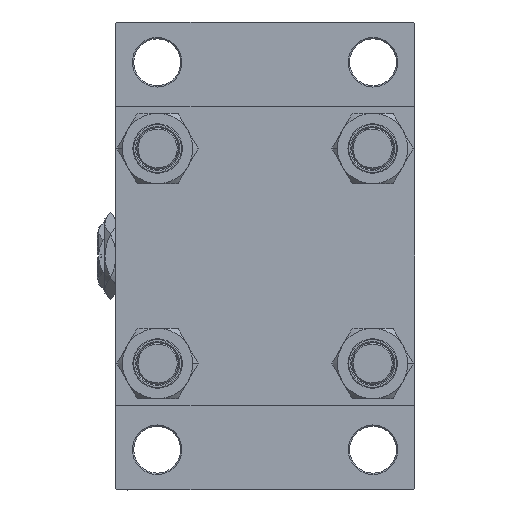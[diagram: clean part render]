
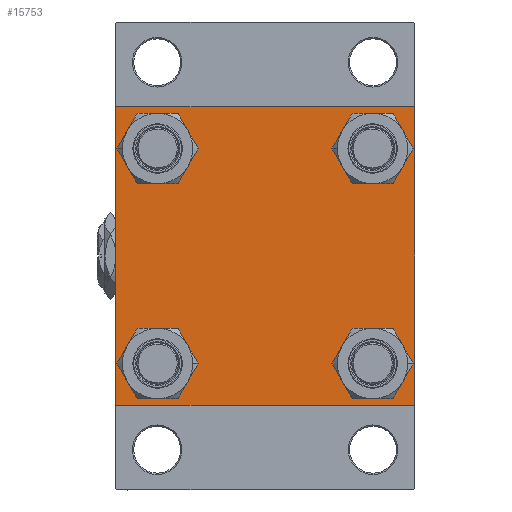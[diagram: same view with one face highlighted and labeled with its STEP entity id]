
A CAD part, left-side view. The second image highlights one B-rep face of the part: STEP entity #15753.
In plain terms, the highlighted planar face has unit normal (-1, 0, 0).
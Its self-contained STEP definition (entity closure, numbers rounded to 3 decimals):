
#76 = VERTEX_POINT ( 'NONE', #17778 ) ;
#195 = CIRCLE ( 'NONE', #47045, 8.5 ) ;
#536 = DIRECTION ( 'NONE',  ( 0., 0., -1. ) ) ;
#545 = EDGE_LOOP ( 'NONE', ( #12960, #39976 ) ) ;
#634 = DIRECTION ( 'NONE',  ( -1., 0., 0. ) ) ;
#784 = LINE ( 'NONE', #46545, #7234 ) ;
#969 = VECTOR ( 'NONE', #5103, 1000. ) ;
#1148 = FACE_BOUND ( 'NONE', #40875, .T. ) ;
#1605 = VERTEX_POINT ( 'NONE', #44882 ) ;
#2724 = EDGE_CURVE ( 'NONE', #19634, #76, #36678, .T. ) ;
#2754 = DIRECTION ( 'NONE',  ( 0., 0., 1. ) ) ;
#3239 = DIRECTION ( 'NONE',  ( 1., 0., 0. ) ) ;
#3465 = CARTESIAN_POINT ( 'NONE',  ( 0., 57.25, 57.25 ) ) ;
#3492 = CIRCLE ( 'NONE', #23699, 8.5 ) ;
#3605 = EDGE_CURVE ( 'NONE', #45861, #76, #43320, .T. ) ;
#3986 = ORIENTED_EDGE ( 'NONE', *, *, #3605, .T. ) ;
#4064 = EDGE_CURVE ( 'NONE', #18901, #5083, #22910, .T. ) ;
#5083 = VERTEX_POINT ( 'NONE', #9990 ) ;
#5103 = DIRECTION ( 'NONE',  ( 0., 0., -1. ) ) ;
#5759 = LINE ( 'NONE', #24721, #9225 ) ;
#5797 = VERTEX_POINT ( 'NONE', #18444 ) ;
#6052 = EDGE_CURVE ( 'NONE', #11439, #36992, #5759, .T. ) ;
#7135 = ORIENTED_EDGE ( 'NONE', *, *, #28562, .T. ) ;
#7203 = EDGE_CURVE ( 'NONE', #5797, #42238, #7522, .T. ) ;
#7219 = ORIENTED_EDGE ( 'NONE', *, *, #6052, .F. ) ;
#7234 = VECTOR ( 'NONE', #536, 1000. ) ;
#7328 = DIRECTION ( 'NONE',  ( 0., 0., 1. ) ) ;
#7522 = CIRCLE ( 'NONE', #24470, 8.5 ) ;
#7710 = DIRECTION ( 'NONE',  ( 1., 0., 0. ) ) ;
#8432 = LINE ( 'NONE', #40009, #41068 ) ;
#8446 = DIRECTION ( 'NONE',  ( 0., 0., 1. ) ) ;
#8530 = CARTESIAN_POINT ( 'NONE',  ( 0., 41.35, 49.85 ) ) ;
#8714 = ORIENTED_EDGE ( 'NONE', *, *, #4064, .T. ) ;
#8747 = EDGE_CURVE ( 'NONE', #43149, #31256, #35909, .T. ) ;
#9225 = VECTOR ( 'NONE', #44422, 1000. ) ;
#9388 = EDGE_LOOP ( 'NONE', ( #23263, #16747, #17741, #3986, #11418, #25695, #7219, #11322 ) ) ;
#9889 = DIRECTION ( 'NONE',  ( 1., 0., 0. ) ) ;
#9959 = EDGE_LOOP ( 'NONE', ( #8714, #32831 ) ) ;
#9990 = CARTESIAN_POINT ( 'NONE',  ( 0., 41.35, -49.85 ) ) ;
#10146 = CARTESIAN_POINT ( 'NONE',  ( 0., -57.5, 57.5 ) ) ;
#10263 = DIRECTION ( 'NONE',  ( 1., 0., 0. ) ) ;
#11322 = ORIENTED_EDGE ( 'NONE', *, *, #25782, .T. ) ;
#11418 = ORIENTED_EDGE ( 'NONE', *, *, #2724, .F. ) ;
#11439 = VERTEX_POINT ( 'NONE', #17008 ) ;
#11664 = DIRECTION ( 'NONE',  ( 0., 0., 1. ) ) ;
#12960 = ORIENTED_EDGE ( 'NONE', *, *, #43863, .T. ) ;
#12963 = DIRECTION ( 'NONE',  ( 0., -0.707, -0.707 ) ) ;
#13270 = DIRECTION ( 'NONE',  ( 0., -1., 0. ) ) ;
#14347 = LINE ( 'NONE', #3465, #33344 ) ;
#14669 = CARTESIAN_POINT ( 'NONE',  ( 0., -41.35, -32.85 ) ) ;
#15534 = CARTESIAN_POINT ( 'NONE',  ( 0., -57., -57.5 ) ) ;
#15554 = DIRECTION ( 'NONE',  ( 0., 0.707, 0.707 ) ) ;
#15753 = ADVANCED_FACE ( 'NONE', ( #39312, #1148, #27708, #36015, #16822 ), #47159, .T. ) ;
#16030 = CARTESIAN_POINT ( 'NONE',  ( 0., 41.35, 41.35 ) ) ;
#16032 = EDGE_CURVE ( 'NONE', #31111, #1605, #8432, .T. ) ;
#16434 = AXIS2_PLACEMENT_3D ( 'NONE', #37366, #3239, #2754 ) ;
#16747 = ORIENTED_EDGE ( 'NONE', *, *, #16032, .T. ) ;
#16822 = FACE_OUTER_BOUND ( 'NONE', #9388, .T. ) ;
#17008 = CARTESIAN_POINT ( 'NONE',  ( 0., 57., 57.5 ) ) ;
#17741 = ORIENTED_EDGE ( 'NONE', *, *, #42651, .T. ) ;
#17778 = CARTESIAN_POINT ( 'NONE',  ( 0., -57.5, -57. ) ) ;
#18444 = CARTESIAN_POINT ( 'NONE',  ( 0., 41.35, 32.85 ) ) ;
#18502 = CARTESIAN_POINT ( 'NONE',  ( 0., 41.35, 41.35 ) ) ;
#18605 = DIRECTION ( 'NONE',  ( 0., 0., 1. ) ) ;
#18769 = EDGE_CURVE ( 'NONE', #49895, #31111, #784, .T. ) ;
#18901 = VERTEX_POINT ( 'NONE', #40208 ) ;
#19634 = VERTEX_POINT ( 'NONE', #29905 ) ;
#20921 = CARTESIAN_POINT ( 'NONE',  ( 0., 57.5, 57. ) ) ;
#21896 = CARTESIAN_POINT ( 'NONE',  ( 0., -41.35, 41.35 ) ) ;
#22910 = CIRCLE ( 'NONE', #16434, 8.5 ) ;
#23142 = LINE ( 'NONE', #23631, #29269 ) ;
#23263 = ORIENTED_EDGE ( 'NONE', *, *, #18769, .T. ) ;
#23537 = CARTESIAN_POINT ( 'NONE',  ( 0., -57., 57.5 ) ) ;
#23631 = CARTESIAN_POINT ( 'NONE',  ( 0., -57.25, 57.25 ) ) ;
#23699 = AXIS2_PLACEMENT_3D ( 'NONE', #36674, #9889, #30085 ) ;
#24426 = DIRECTION ( 'NONE',  ( 1., 0., 0. ) ) ;
#24435 = DIRECTION ( 'NONE',  ( 1., 0., 0. ) ) ;
#24470 = AXIS2_PLACEMENT_3D ( 'NONE', #16030, #7710, #8446 ) ;
#24721 = CARTESIAN_POINT ( 'NONE',  ( 0., 57.5, 57.5 ) ) ;
#25638 = LINE ( 'NONE', #40550, #34721 ) ;
#25695 = ORIENTED_EDGE ( 'NONE', *, *, #28745, .T. ) ;
#25782 = EDGE_CURVE ( 'NONE', #11439, #49895, #14347, .T. ) ;
#25816 = VERTEX_POINT ( 'NONE', #48473 ) ;
#26081 = DIRECTION ( 'NONE',  ( 1., 0., 0. ) ) ;
#26539 = CARTESIAN_POINT ( 'NONE',  ( 0., -41.35, 41.35 ) ) ;
#26810 = CIRCLE ( 'NONE', #46171, 8.5 ) ;
#26922 = CARTESIAN_POINT ( 'NONE',  ( 0., 57.5, -57. ) ) ;
#27438 = EDGE_CURVE ( 'NONE', #5083, #18901, #26810, .T. ) ;
#27586 = CIRCLE ( 'NONE', #35648, 8.5 ) ;
#27708 = FACE_BOUND ( 'NONE', #9959, .T. ) ;
#28562 = EDGE_CURVE ( 'NONE', #25816, #38572, #195, .T. ) ;
#28745 = EDGE_CURVE ( 'NONE', #19634, #36992, #23142, .T. ) ;
#28749 = ORIENTED_EDGE ( 'NONE', *, *, #8747, .T. ) ;
#29269 = VECTOR ( 'NONE', #15554, 1000. ) ;
#29905 = CARTESIAN_POINT ( 'NONE',  ( 0., -57.5, 57. ) ) ;
#30075 = DIRECTION ( 'NONE',  ( 1., 0., 0. ) ) ;
#30085 = DIRECTION ( 'NONE',  ( 0., 0., 1. ) ) ;
#30917 = ORIENTED_EDGE ( 'NONE', *, *, #49028, .T. ) ;
#31111 = VERTEX_POINT ( 'NONE', #26922 ) ;
#31256 = VERTEX_POINT ( 'NONE', #43816 ) ;
#32507 = CARTESIAN_POINT ( 'NONE',  ( 0., 41.35, -41.35 ) ) ;
#32593 = ORIENTED_EDGE ( 'NONE', *, *, #46627, .T. ) ;
#32831 = ORIENTED_EDGE ( 'NONE', *, *, #27438, .T. ) ;
#33344 = VECTOR ( 'NONE', #33788, 1000. ) ;
#33788 = DIRECTION ( 'NONE',  ( 0., 0.707, -0.707 ) ) ;
#34468 = EDGE_LOOP ( 'NONE', ( #28749, #32593 ) ) ;
#34721 = VECTOR ( 'NONE', #13270, 1000. ) ;
#35648 = AXIS2_PLACEMENT_3D ( 'NONE', #21896, #10263, #18605 ) ;
#35769 = CARTESIAN_POINT ( 'NONE',  ( 0., 0., 0. ) ) ;
#35909 = CIRCLE ( 'NONE', #39124, 8.5 ) ;
#36015 = FACE_BOUND ( 'NONE', #545, .T. ) ;
#36234 = CARTESIAN_POINT ( 'NONE',  ( 0., -57.25, -57.25 ) ) ;
#36674 = CARTESIAN_POINT ( 'NONE',  ( 0., -41.35, -41.35 ) ) ;
#36678 = LINE ( 'NONE', #10146, #969 ) ;
#36992 = VERTEX_POINT ( 'NONE', #23537 ) ;
#37217 = AXIS2_PLACEMENT_3D ( 'NONE', #18502, #26081, #11664 ) ;
#37366 = CARTESIAN_POINT ( 'NONE',  ( 0., 41.35, -41.35 ) ) ;
#38572 = VERTEX_POINT ( 'NONE', #14669 ) ;
#39124 = AXIS2_PLACEMENT_3D ( 'NONE', #26539, #30075, #7328 ) ;
#39312 = FACE_BOUND ( 'NONE', #34468, .T. ) ;
#39559 = DIRECTION ( 'NONE',  ( 0., 0., 1. ) ) ;
#39848 = DIRECTION ( 'NONE',  ( 0., 0., 1. ) ) ;
#39976 = ORIENTED_EDGE ( 'NONE', *, *, #7203, .T. ) ;
#40009 = CARTESIAN_POINT ( 'NONE',  ( 0., 57.25, -57.25 ) ) ;
#40208 = CARTESIAN_POINT ( 'NONE',  ( 0., 41.35, -32.85 ) ) ;
#40550 = CARTESIAN_POINT ( 'NONE',  ( 0., 57.5, -57.5 ) ) ;
#40875 = EDGE_LOOP ( 'NONE', ( #30917, #7135 ) ) ;
#41068 = VECTOR ( 'NONE', #12963, 1000. ) ;
#42045 = CIRCLE ( 'NONE', #37217, 8.5 ) ;
#42238 = VERTEX_POINT ( 'NONE', #8530 ) ;
#42651 = EDGE_CURVE ( 'NONE', #1605, #45861, #25638, .T. ) ;
#43149 = VERTEX_POINT ( 'NONE', #47502 ) ;
#43320 = LINE ( 'NONE', #36234, #45433 ) ;
#43362 = DIRECTION ( 'NONE',  ( 0., 0., 1. ) ) ;
#43816 = CARTESIAN_POINT ( 'NONE',  ( 0., -41.35, 32.85 ) ) ;
#43863 = EDGE_CURVE ( 'NONE', #42238, #5797, #42045, .T. ) ;
#44422 = DIRECTION ( 'NONE',  ( 0., -1., 0. ) ) ;
#44882 = CARTESIAN_POINT ( 'NONE',  ( 0., 57., -57.5 ) ) ;
#45104 = AXIS2_PLACEMENT_3D ( 'NONE', #35769, #634, #39559 ) ;
#45433 = VECTOR ( 'NONE', #47372, 1000. ) ;
#45861 = VERTEX_POINT ( 'NONE', #15534 ) ;
#46171 = AXIS2_PLACEMENT_3D ( 'NONE', #32507, #24426, #43362 ) ;
#46545 = CARTESIAN_POINT ( 'NONE',  ( 0., 57.5, 57.5 ) ) ;
#46627 = EDGE_CURVE ( 'NONE', #31256, #43149, #27586, .T. ) ;
#47045 = AXIS2_PLACEMENT_3D ( 'NONE', #47185, #24435, #39848 ) ;
#47159 = PLANE ( 'NONE',  #45104 ) ;
#47185 = CARTESIAN_POINT ( 'NONE',  ( 0., -41.35, -41.35 ) ) ;
#47372 = DIRECTION ( 'NONE',  ( 0., -0.707, 0.707 ) ) ;
#47502 = CARTESIAN_POINT ( 'NONE',  ( 0., -41.35, 49.85 ) ) ;
#48473 = CARTESIAN_POINT ( 'NONE',  ( 0., -41.35, -49.85 ) ) ;
#49028 = EDGE_CURVE ( 'NONE', #38572, #25816, #3492, .T. ) ;
#49895 = VERTEX_POINT ( 'NONE', #20921 ) ;
